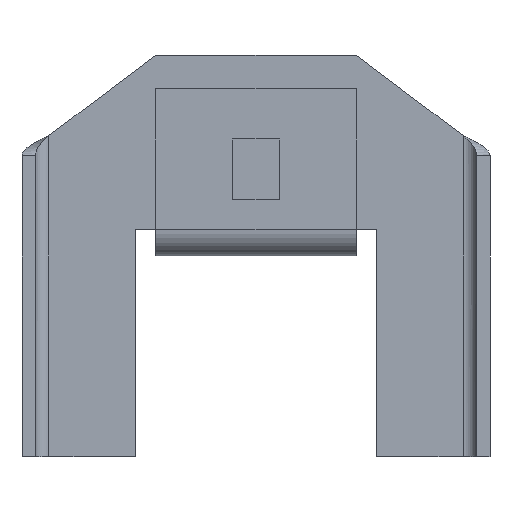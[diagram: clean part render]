
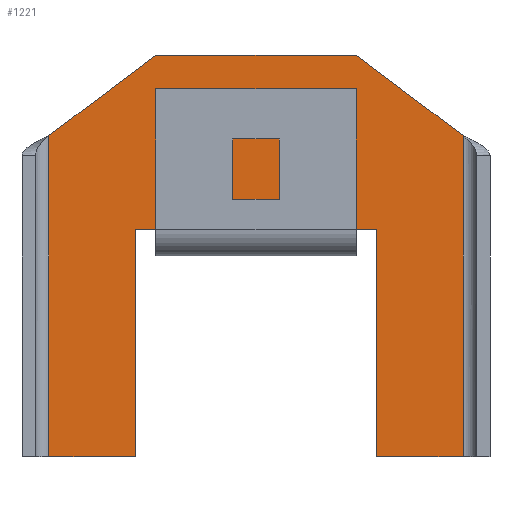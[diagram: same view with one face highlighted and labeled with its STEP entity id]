
A CAD part, front view. The second image highlights one B-rep face of the part: STEP entity #1221.
In plain terms, the highlighted planar face has unit normal (0, -1, 0).
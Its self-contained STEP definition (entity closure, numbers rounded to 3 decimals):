
#19 = CARTESIAN_POINT ( 'NONE',  ( 31., 94., -7. ) ) ;
#23 = VECTOR ( 'NONE', #859, 1000. ) ;
#33 = ORIENTED_EDGE ( 'NONE', *, *, #705, .F. ) ;
#47 = DIRECTION ( 'NONE',  ( 0., 0., 1. ) ) ;
#56 = ORIENTED_EDGE ( 'NONE', *, *, #369, .F. ) ;
#58 = LINE ( 'NONE', #19, #23 ) ;
#69 = VERTEX_POINT ( 'NONE', #194 ) ;
#78 = VECTOR ( 'NONE', #139, 1000. ) ;
#92 = ORIENTED_EDGE ( 'NONE', *, *, #659, .F. ) ;
#112 = VECTOR ( 'NONE', #47, 1000. ) ;
#116 = EDGE_CURVE ( 'NONE', #1260, #69, #183, .T. ) ;
#118 = CARTESIAN_POINT ( 'NONE',  ( 15., 94., -21. ) ) ;
#139 = DIRECTION ( 'NONE',  ( -1., 0., 0. ) ) ;
#183 = LINE ( 'NONE', #216, #674 ) ;
#194 = CARTESIAN_POINT ( 'NONE',  ( 15., 94., 5. ) ) ;
#216 = CARTESIAN_POINT ( 'NONE',  ( -15., 94., 5. ) ) ;
#217 = EDGE_CURVE ( 'NONE', #69, #1101, #852, .T. ) ;
#224 = DIRECTION ( 'NONE',  ( 1., 0., 0. ) ) ;
#233 = DIRECTION ( 'NONE',  ( 0., 0., 1. ) ) ;
#236 = VERTEX_POINT ( 'NONE', #328 ) ;
#245 = DIRECTION ( 'NONE',  ( -1., 0., 0. ) ) ;
#317 = EDGE_CURVE ( 'NONE', #1085, #577, #327, .T. ) ;
#325 = LINE ( 'NONE', #868, #489 ) ;
#327 = LINE ( 'NONE', #1394, #905 ) ;
#328 = CARTESIAN_POINT ( 'NONE',  ( -31., 94., -7. ) ) ;
#356 = VERTEX_POINT ( 'NONE', #1278 ) ;
#369 = EDGE_CURVE ( 'NONE', #983, #637, #989, .T. ) ;
#386 = VECTOR ( 'NONE', #710, 1000. ) ;
#395 = LINE ( 'NONE', #1218, #741 ) ;
#418 = EDGE_CURVE ( 'NONE', #976, #236, #1023, .T. ) ;
#473 = CARTESIAN_POINT ( 'NONE',  ( -15., 94., 5. ) ) ;
#477 = CARTESIAN_POINT ( 'NONE',  ( 18., 94., -21. ) ) ;
#488 = DIRECTION ( 'NONE',  ( 0., 0., 1. ) ) ;
#489 = VECTOR ( 'NONE', #1184, 1000. ) ;
#508 = LINE ( 'NONE', #956, #1104 ) ;
#520 = ORIENTED_EDGE ( 'NONE', *, *, #1279, .F. ) ;
#521 = CARTESIAN_POINT ( 'NONE',  ( -15., 94., -21. ) ) ;
#562 = LINE ( 'NONE', #875, #1141 ) ;
#577 = VERTEX_POINT ( 'NONE', #1467 ) ;
#618 = ORIENTED_EDGE ( 'NONE', *, *, #317, .F. ) ;
#635 = VERTEX_POINT ( 'NONE', #1149 ) ;
#637 = VERTEX_POINT ( 'NONE', #118 ) ;
#651 = ORIENTED_EDGE ( 'NONE', *, *, #1484, .F. ) ;
#659 = EDGE_CURVE ( 'NONE', #356, #635, #1195, .T. ) ;
#674 = VECTOR ( 'NONE', #224, 1000. ) ;
#697 = DIRECTION ( 'NONE',  ( 0., 0., -1. ) ) ;
#705 = EDGE_CURVE ( 'NONE', #577, #983, #508, .T. ) ;
#710 = DIRECTION ( 'NONE',  ( 0.8, 0., 0.6 ) ) ;
#741 = VECTOR ( 'NONE', #1433, 1000. ) ;
#787 = CARTESIAN_POINT ( 'NONE',  ( 31., 94., -7. ) ) ;
#852 = LINE ( 'NONE', #1498, #1201 ) ;
#859 = DIRECTION ( 'NONE',  ( 0., 0., -1. ) ) ;
#868 = CARTESIAN_POINT ( 'NONE',  ( -15., 94., -21. ) ) ;
#875 = CARTESIAN_POINT ( 'NONE',  ( -35., 94., -55. ) ) ;
#878 = EDGE_CURVE ( 'NONE', #1455, #637, #325, .T. ) ;
#879 = ORIENTED_EDGE ( 'NONE', *, *, #418, .F. ) ;
#881 = CARTESIAN_POINT ( 'NONE',  ( 31., 94., -55. ) ) ;
#905 = VECTOR ( 'NONE', #245, 1000. ) ;
#924 = EDGE_CURVE ( 'NONE', #635, #976, #562, .T. ) ;
#929 = ORIENTED_EDGE ( 'NONE', *, *, #878, .T. ) ;
#946 = AXIS2_PLACEMENT_3D ( 'NONE', #1502, #1259, #233 ) ;
#956 = CARTESIAN_POINT ( 'NONE',  ( 18., 94., -55. ) ) ;
#971 = CARTESIAN_POINT ( 'NONE',  ( -31., 94., -55. ) ) ;
#976 = VERTEX_POINT ( 'NONE', #1213 ) ;
#983 = VERTEX_POINT ( 'NONE', #994 ) ;
#989 = LINE ( 'NONE', #477, #78 ) ;
#994 = CARTESIAN_POINT ( 'NONE',  ( 18., 94., -21. ) ) ;
#1005 = FACE_OUTER_BOUND ( 'NONE', #1137, .T. ) ;
#1023 = LINE ( 'NONE', #971, #112 ) ;
#1038 = PLANE ( 'NONE',  #946 ) ;
#1046 = DIRECTION ( 'NONE',  ( 0.8, 0., -0.6 ) ) ;
#1085 = VERTEX_POINT ( 'NONE', #881 ) ;
#1101 = VERTEX_POINT ( 'NONE', #787 ) ;
#1104 = VECTOR ( 'NONE', #488, 1000. ) ;
#1137 = EDGE_LOOP ( 'NONE', ( #879, #1483, #92, #651, #929, #56, #33, #618, #1181, #1228, #1230, #520 ) ) ;
#1141 = VECTOR ( 'NONE', #1204, 1000. ) ;
#1149 = CARTESIAN_POINT ( 'NONE',  ( -18., 94., -55. ) ) ;
#1181 = ORIENTED_EDGE ( 'NONE', *, *, #1385, .F. ) ;
#1184 = DIRECTION ( 'NONE',  ( 1., 0., 0. ) ) ;
#1195 = LINE ( 'NONE', #1379, #1413 ) ;
#1201 = VECTOR ( 'NONE', #1046, 1000. ) ;
#1204 = DIRECTION ( 'NONE',  ( -1., 0., 0. ) ) ;
#1213 = CARTESIAN_POINT ( 'NONE',  ( -31., 94., -55. ) ) ;
#1218 = CARTESIAN_POINT ( 'NONE',  ( -18., 94., -21. ) ) ;
#1221 = ADVANCED_FACE ( 'NONE', ( #1005 ), #1038, .F. ) ;
#1228 = ORIENTED_EDGE ( 'NONE', *, *, #217, .F. ) ;
#1230 = ORIENTED_EDGE ( 'NONE', *, *, #116, .F. ) ;
#1259 = DIRECTION ( 'NONE',  ( 0., 1., 0. ) ) ;
#1260 = VERTEX_POINT ( 'NONE', #473 ) ;
#1278 = CARTESIAN_POINT ( 'NONE',  ( -18., 94., -21. ) ) ;
#1279 = EDGE_CURVE ( 'NONE', #236, #1260, #1324, .T. ) ;
#1324 = LINE ( 'NONE', #1396, #386 ) ;
#1379 = CARTESIAN_POINT ( 'NONE',  ( -18., 94., -55. ) ) ;
#1385 = EDGE_CURVE ( 'NONE', #1101, #1085, #58, .T. ) ;
#1394 = CARTESIAN_POINT ( 'NONE',  ( 35., 94., -55. ) ) ;
#1396 = CARTESIAN_POINT ( 'NONE',  ( -15., 94., 5. ) ) ;
#1413 = VECTOR ( 'NONE', #697, 1000. ) ;
#1433 = DIRECTION ( 'NONE',  ( -1., 0., 0. ) ) ;
#1455 = VERTEX_POINT ( 'NONE', #521 ) ;
#1467 = CARTESIAN_POINT ( 'NONE',  ( 18., 94., -55. ) ) ;
#1483 = ORIENTED_EDGE ( 'NONE', *, *, #924, .F. ) ;
#1484 = EDGE_CURVE ( 'NONE', #1455, #356, #395, .T. ) ;
#1498 = CARTESIAN_POINT ( 'NONE',  ( 15., 94., 5. ) ) ;
#1502 = CARTESIAN_POINT ( 'NONE',  ( -15., 94., -25. ) ) ;
